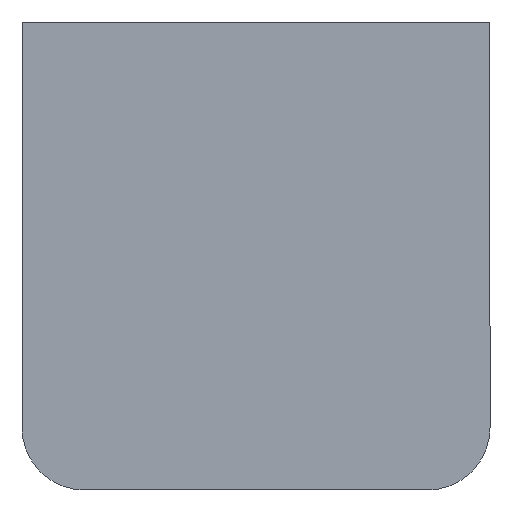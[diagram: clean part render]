
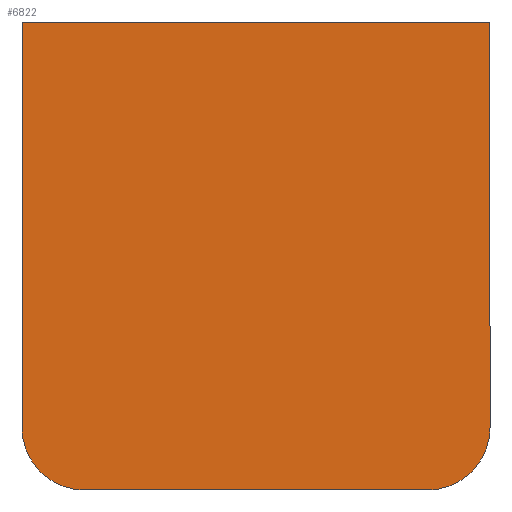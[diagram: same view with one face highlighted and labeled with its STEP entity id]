
A CAD part, left-side view. The second image highlights one B-rep face of the part: STEP entity #6822.
In plain terms, the highlighted face is planar.
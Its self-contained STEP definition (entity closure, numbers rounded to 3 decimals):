
#61 = VERTEX_POINT ( 'NONE', #5296 ) ;
#240 = VERTEX_POINT ( 'NONE', #6823 ) ;
#247 = ORIENTED_EDGE ( 'NONE', *, *, #3067, .F. ) ;
#1278 = CARTESIAN_POINT ( 'NONE',  ( 16.5, 1.35, 6. ) ) ;
#1566 = EDGE_CURVE ( 'NONE', #5614, #7284, #7371, .T. ) ;
#1625 = VECTOR ( 'NONE', #3709, 1000. ) ;
#1971 = CARTESIAN_POINT ( 'NONE',  ( -16.5, 1.35, 0. ) ) ;
#1973 = EDGE_CURVE ( 'NONE', #61, #5077, #6075, .T. ) ;
#2122 = DIRECTION ( 'NONE',  ( 0., 0., 1. ) ) ;
#2170 = FACE_OUTER_BOUND ( 'NONE', #6335, .T. ) ;
#2403 = AXIS2_PLACEMENT_3D ( 'NONE', #1278, #5064, #5834 ) ;
#2608 = ORIENTED_EDGE ( 'NONE', *, *, #1566, .F. ) ;
#2821 = VECTOR ( 'NONE', #2824, 1000. ) ;
#2824 = DIRECTION ( 'NONE',  ( 0., 0., 1. ) ) ;
#2929 = ORIENTED_EDGE ( 'NONE', *, *, #3662, .F. ) ;
#3067 = EDGE_CURVE ( 'NONE', #240, #5614, #9382, .T. ) ;
#3078 = CIRCLE ( 'NONE', #8422, 6. ) ;
#3134 = EDGE_CURVE ( 'NONE', #5077, #8517, #8477, .T. ) ;
#3142 = LINE ( 'NONE', #8979, #1625 ) ;
#3259 = ORIENTED_EDGE ( 'NONE', *, *, #3134, .F. ) ;
#3329 = CARTESIAN_POINT ( 'NONE',  ( -22.5, 1.35, 45. ) ) ;
#3430 = DIRECTION ( 'NONE',  ( 0., 0., 1. ) ) ;
#3441 = CARTESIAN_POINT ( 'NONE',  ( -16.5, 1.35, 0. ) ) ;
#3602 = DIRECTION ( 'NONE',  ( 0., 1., 0. ) ) ;
#3662 = EDGE_CURVE ( 'NONE', #7284, #61, #3142, .T. ) ;
#3709 = DIRECTION ( 'NONE',  ( 0., 0., -1. ) ) ;
#4007 = AXIS2_PLACEMENT_3D ( 'NONE', #4180, #3602, #2122 ) ;
#4180 = CARTESIAN_POINT ( 'NONE',  ( -16.5, 1.35, 6. ) ) ;
#4342 = CARTESIAN_POINT ( 'NONE',  ( 16.5, 1.35, 0. ) ) ;
#5029 = DIRECTION ( 'NONE',  ( -1., 0., 0. ) ) ;
#5047 = PLANE ( 'NONE',  #4007 ) ;
#5064 = DIRECTION ( 'NONE',  ( 0., 1., 0. ) ) ;
#5077 = VERTEX_POINT ( 'NONE', #4342 ) ;
#5226 = CARTESIAN_POINT ( 'NONE',  ( -22.5, 1.35, 45. ) ) ;
#5296 = CARTESIAN_POINT ( 'NONE',  ( 22.5, 1.35, 6. ) ) ;
#5614 = VERTEX_POINT ( 'NONE', #3329 ) ;
#5834 = DIRECTION ( 'NONE',  ( 0., 0., -1. ) ) ;
#6075 = CIRCLE ( 'NONE', #2403, 6. ) ;
#6255 = EDGE_CURVE ( 'NONE', #8517, #240, #3078, .T. ) ;
#6335 = EDGE_LOOP ( 'NONE', ( #2929, #2608, #247, #8894, #3259, #7249 ) ) ;
#6357 = DIRECTION ( 'NONE',  ( 0., 1., 0. ) ) ;
#6547 = VECTOR ( 'NONE', #7423, 1000. ) ;
#6822 = ADVANCED_FACE ( 'NONE', ( #2170 ), #5047, .F. ) ;
#6823 = CARTESIAN_POINT ( 'NONE',  ( -22.5, 1.35, 6. ) ) ;
#7249 = ORIENTED_EDGE ( 'NONE', *, *, #1973, .F. ) ;
#7284 = VERTEX_POINT ( 'NONE', #7908 ) ;
#7371 = LINE ( 'NONE', #5226, #6547 ) ;
#7420 = CARTESIAN_POINT ( 'NONE',  ( -16.5, 1.35, 6. ) ) ;
#7423 = DIRECTION ( 'NONE',  ( 1., 0., 0. ) ) ;
#7908 = CARTESIAN_POINT ( 'NONE',  ( 22.5, 1.35, 45. ) ) ;
#8336 = VECTOR ( 'NONE', #5029, 1000. ) ;
#8422 = AXIS2_PLACEMENT_3D ( 'NONE', #7420, #6357, #3430 ) ;
#8477 = LINE ( 'NONE', #1971, #8336 ) ;
#8517 = VERTEX_POINT ( 'NONE', #3441 ) ;
#8894 = ORIENTED_EDGE ( 'NONE', *, *, #6255, .F. ) ;
#8979 = CARTESIAN_POINT ( 'NONE',  ( 22.5, 1.35, 6. ) ) ;
#9195 = CARTESIAN_POINT ( 'NONE',  ( -22.5, 1.35, 6. ) ) ;
#9382 = LINE ( 'NONE', #9195, #2821 ) ;
